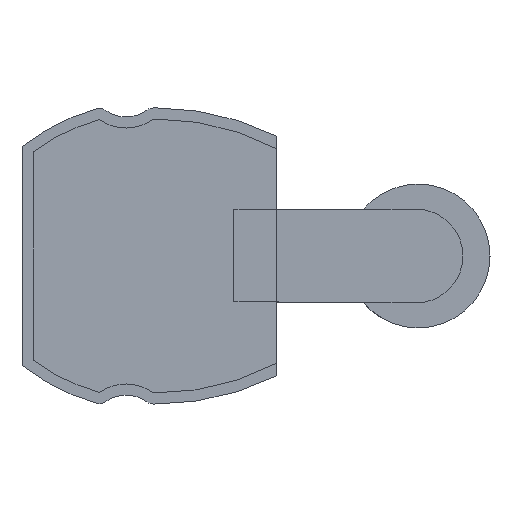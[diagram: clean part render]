
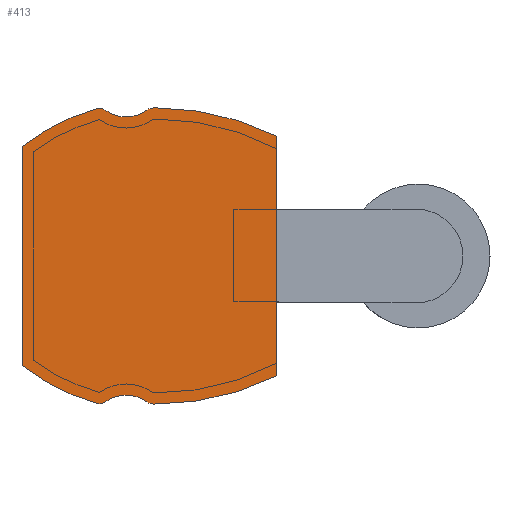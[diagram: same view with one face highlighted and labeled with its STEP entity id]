
A CAD part, left-side view. The second image highlights one B-rep face of the part: STEP entity #413.
In plain terms, the highlighted planar face has unit normal (-1, 0, 0).
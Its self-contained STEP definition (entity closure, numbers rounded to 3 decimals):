
#27 = ORIENTED_EDGE ( 'NONE', *, *, #282, .F. ) ;
#33 = CIRCLE ( 'NONE', #1187, 2. ) ;
#47 = ORIENTED_EDGE ( 'NONE', *, *, #412, .F. ) ;
#54 = DIRECTION ( 'NONE',  ( 0., 0., 1. ) ) ;
#56 = DIRECTION ( 'NONE',  ( 0., 0., 1. ) ) ;
#61 = AXIS2_PLACEMENT_3D ( 'NONE', #1438, #1434, #1427 ) ;
#70 = CARTESIAN_POINT ( 'NONE',  ( 0., 30.957, 17.592 ) ) ;
#75 = CARTESIAN_POINT ( 'NONE',  ( 0., 12.275, 29.204 ) ) ;
#112 = EDGE_CURVE ( 'NONE', #256, #175, #1044, .T. ) ;
#136 = EDGE_CURVE ( 'NONE', #339, #309, #1275, .T. ) ;
#155 = DIRECTION ( 'NONE',  ( 0., 0., 1. ) ) ;
#158 = EDGE_CURVE ( 'NONE', #1331, #1172, #919, .T. ) ;
#159 = CARTESIAN_POINT ( 'NONE',  ( 0., 8.535, 24.114 ) ) ;
#162 = DIRECTION ( 'NONE',  ( 1., 0., 0. ) ) ;
#166 = CARTESIAN_POINT ( 'NONE',  ( 0., 7.413, 8.232 ) ) ;
#172 = CARTESIAN_POINT ( 'NONE',  ( 0., 6.877, -23.996 ) ) ;
#175 = VERTEX_POINT ( 'NONE', #1064 ) ;
#203 = CARTESIAN_POINT ( 'NONE',  ( 0., 6.877, 24.505 ) ) ;
#227 = DIRECTION ( 'NONE',  ( -1., 0., 0. ) ) ;
#246 = CIRCLE ( 'NONE', #374, 48.501 ) ;
#256 = VERTEX_POINT ( 'NONE', #727 ) ;
#267 = ORIENTED_EDGE ( 'NONE', *, *, #112, .F. ) ;
#274 = ORIENTED_EDGE ( 'NONE', *, *, #390, .F. ) ;
#282 = EDGE_CURVE ( 'NONE', #309, #1191, #946, .T. ) ;
#297 = ORIENTED_EDGE ( 'NONE', *, *, #136, .F. ) ;
#309 = VERTEX_POINT ( 'NONE', #344 ) ;
#332 = DIRECTION ( 'NONE',  ( -1., 0., 0. ) ) ;
#339 = VERTEX_POINT ( 'NONE', #203 ) ;
#342 = EDGE_CURVE ( 'NONE', #1067, #1446, #1078, .T. ) ;
#344 = CARTESIAN_POINT ( 'NONE',  ( 0., -14.749, 19.417 ) ) ;
#365 = ORIENTED_EDGE ( 'NONE', *, *, #531, .F. ) ;
#366 = FACE_OUTER_BOUND ( 'NONE', #860, .T. ) ;
#372 = EDGE_CURVE ( 'NONE', #1446, #1164, #480, .T. ) ;
#374 = AXIS2_PLACEMENT_3D ( 'NONE', #683, #828, #1132 ) ;
#390 = EDGE_CURVE ( 'NONE', #1164, #1136, #1057, .T. ) ;
#412 = EDGE_CURVE ( 'NONE', #1136, #1331, #33, .T. ) ;
#413 = ADVANCED_FACE ( 'NONE', ( #366 ), #1319, .T. ) ;
#424 = EDGE_CURVE ( 'NONE', #1172, #987, #963, .T. ) ;
#434 = CARTESIAN_POINT ( 'NONE',  ( 0., 30.957, -21.755 ) ) ;
#451 = DIRECTION ( 'NONE',  ( 1., 0., 0. ) ) ;
#453 = EDGE_CURVE ( 'NONE', #987, #1207, #623, .T. ) ;
#455 = AXIS2_PLACEMENT_3D ( 'NONE', #172, #909, #54 ) ;
#463 = DIRECTION ( 'NONE',  ( 0., 0., -1. ) ) ;
#477 = EDGE_CURVE ( 'NONE', #1207, #339, #892, .T. ) ;
#480 = LINE ( 'NONE', #70, #778 ) ;
#483 = EDGE_CURVE ( 'NONE', #1191, #1312, #246, .T. ) ;
#491 = DIRECTION ( 'NONE',  ( 0., 0., -1. ) ) ;
#497 = CARTESIAN_POINT ( 'NONE',  ( 0., -14.749, 19.417 ) ) ;
#504 = EDGE_CURVE ( 'NONE', #1312, #1227, #1128, .T. ) ;
#531 = EDGE_CURVE ( 'NONE', #1227, #256, #536, .T. ) ;
#535 = EDGE_CURVE ( 'NONE', #175, #1067, #1065, .T. ) ;
#536 = CIRCLE ( 'NONE', #1029, 6.316 ) ;
#552 = CARTESIAN_POINT ( 'NONE',  ( 0., 17.611, -28.504 ) ) ;
#604 = DIRECTION ( 'NONE',  ( 0., 0., 1. ) ) ;
#623 = CIRCLE ( 'NONE', #715, 2. ) ;
#683 = CARTESIAN_POINT ( 'NONE',  ( 0., 6.877, 19.833 ) ) ;
#687 = ORIENTED_EDGE ( 'NONE', *, *, #158, .F. ) ;
#689 = VECTOR ( 'NONE', #491, 1000. ) ;
#695 = DIRECTION ( 'NONE',  ( 0., 0., 1. ) ) ;
#714 = ORIENTED_EDGE ( 'NONE', *, *, #342, .F. ) ;
#715 = AXIS2_PLACEMENT_3D ( 'NONE', #814, #1410, #695 ) ;
#727 = CARTESIAN_POINT ( 'NONE',  ( 0., 12.275, -27.051 ) ) ;
#737 = ORIENTED_EDGE ( 'NONE', *, *, #504, .F. ) ;
#738 = CARTESIAN_POINT ( 'NONE',  ( 0., 17.076, -26.577 ) ) ;
#741 = CARTESIAN_POINT ( 'NONE',  ( 0., 7.413, -12.395 ) ) ;
#778 = VECTOR ( 'NONE', #56, 1000. ) ;
#794 = ORIENTED_EDGE ( 'NONE', *, *, #535, .F. ) ;
#814 = CARTESIAN_POINT ( 'NONE',  ( 0., 7.351, 22.503 ) ) ;
#819 = DIRECTION ( 'NONE',  ( -1., 0., 0. ) ) ;
#828 = DIRECTION ( 'NONE',  ( 1., 0., 0. ) ) ;
#834 = ORIENTED_EDGE ( 'NONE', *, *, #372, .F. ) ;
#842 = AXIS2_PLACEMENT_3D ( 'NONE', #1170, #1166, #1138 ) ;
#851 = CARTESIAN_POINT ( 'NONE',  ( 0., 17.076, 24.414 ) ) ;
#860 = EDGE_LOOP ( 'NONE', ( #714, #794, #267, #365, #737, #918, #27, #297, #1208, #1120, #895, #687, #47, #274, #834 ) ) ;
#866 = AXIS2_PLACEMENT_3D ( 'NONE', #933, #1135, #463 ) ;
#892 = CIRCLE ( 'NONE', #455, 48.501 ) ;
#895 = ORIENTED_EDGE ( 'NONE', *, *, #424, .F. ) ;
#909 = DIRECTION ( 'NONE',  ( 1., 0., 0. ) ) ;
#916 = CARTESIAN_POINT ( 'NONE',  ( 0., 7.371, -28.665 ) ) ;
#918 = ORIENTED_EDGE ( 'NONE', *, *, #483, .F. ) ;
#919 = CIRCLE ( 'NONE', #842, 2. ) ;
#933 = CARTESIAN_POINT ( 'NONE',  ( 0., 7.351, -26.666 ) ) ;
#946 = LINE ( 'NONE', #497, #689 ) ;
#952 = DIRECTION ( 'NONE',  ( 0., 0., -1. ) ) ;
#963 = CIRCLE ( 'NONE', #1424, 6.316 ) ;
#987 = VERTEX_POINT ( 'NONE', #159 ) ;
#1029 = AXIS2_PLACEMENT_3D ( 'NONE', #1055, #227, #952 ) ;
#1030 = DIRECTION ( 'NONE',  ( 0., 0., 1. ) ) ;
#1036 = CARTESIAN_POINT ( 'NONE',  ( 0., 8.535, -28.277 ) ) ;
#1043 = CARTESIAN_POINT ( 'NONE',  ( 0., 7.371, 24.502 ) ) ;
#1044 = CIRCLE ( 'NONE', #61, 6.316 ) ;
#1055 = CARTESIAN_POINT ( 'NONE',  ( 0., 12.275, -33.367 ) ) ;
#1057 = CIRCLE ( 'NONE', #1274, 38.125 ) ;
#1064 = CARTESIAN_POINT ( 'NONE',  ( 0., 15.922, -28.21 ) ) ;
#1065 = CIRCLE ( 'NONE', #1162, 2. ) ;
#1067 = VERTEX_POINT ( 'NONE', #552 ) ;
#1078 = CIRCLE ( 'NONE', #1373, 38.125 ) ;
#1120 = ORIENTED_EDGE ( 'NONE', *, *, #453, .F. ) ;
#1124 = DIRECTION ( 'NONE',  ( 0., 0., -1. ) ) ;
#1128 = CIRCLE ( 'NONE', #866, 2. ) ;
#1132 = DIRECTION ( 'NONE',  ( 0., 0., -1. ) ) ;
#1135 = DIRECTION ( 'NONE',  ( 1., 0., 0. ) ) ;
#1136 = VERTEX_POINT ( 'NONE', #1402 ) ;
#1138 = DIRECTION ( 'NONE',  ( 0., 0., -1. ) ) ;
#1162 = AXIS2_PLACEMENT_3D ( 'NONE', #738, #1338, #604 ) ;
#1164 = VERTEX_POINT ( 'NONE', #1333 ) ;
#1166 = DIRECTION ( 'NONE',  ( 1., 0., 0. ) ) ;
#1170 = CARTESIAN_POINT ( 'NONE',  ( 0., 17.076, 22.414 ) ) ;
#1172 = VERTEX_POINT ( 'NONE', #1346 ) ;
#1187 = AXIS2_PLACEMENT_3D ( 'NONE', #1234, #451, #1124 ) ;
#1191 = VERTEX_POINT ( 'NONE', #1313 ) ;
#1194 = DIRECTION ( 'NONE',  ( 0., 0., -1. ) ) ;
#1207 = VERTEX_POINT ( 'NONE', #1043 ) ;
#1208 = ORIENTED_EDGE ( 'NONE', *, *, #477, .F. ) ;
#1227 = VERTEX_POINT ( 'NONE', #1036 ) ;
#1234 = CARTESIAN_POINT ( 'NONE',  ( 0., 17.076, 22.414 ) ) ;
#1274 = AXIS2_PLACEMENT_3D ( 'NONE', #741, #1341, #1194 ) ;
#1275 = CIRCLE ( 'NONE', #1342, 48.501 ) ;
#1300 = DIRECTION ( 'NONE',  ( 0., 0., 1. ) ) ;
#1305 = DIRECTION ( 'NONE',  ( 1., 0., 0. ) ) ;
#1308 = CARTESIAN_POINT ( 'NONE',  ( 0., 6.877, -23.996 ) ) ;
#1312 = VERTEX_POINT ( 'NONE', #916 ) ;
#1313 = CARTESIAN_POINT ( 'NONE',  ( 0., -14.749, -23.58 ) ) ;
#1319 = PLANE ( 'NONE',  #1350 ) ;
#1331 = VERTEX_POINT ( 'NONE', #851 ) ;
#1333 = CARTESIAN_POINT ( 'NONE',  ( 0., 30.957, 17.592 ) ) ;
#1338 = DIRECTION ( 'NONE',  ( 1., 0., 0. ) ) ;
#1341 = DIRECTION ( 'NONE',  ( 1., 0., 0. ) ) ;
#1342 = AXIS2_PLACEMENT_3D ( 'NONE', #1308, #1305, #1300 ) ;
#1346 = CARTESIAN_POINT ( 'NONE',  ( 0., 15.922, 24.047 ) ) ;
#1350 = AXIS2_PLACEMENT_3D ( 'NONE', #1425, #332, #1030 ) ;
#1373 = AXIS2_PLACEMENT_3D ( 'NONE', #166, #162, #155 ) ;
#1402 = CARTESIAN_POINT ( 'NONE',  ( 0., 17.611, 24.341 ) ) ;
#1410 = DIRECTION ( 'NONE',  ( 1., 0., 0. ) ) ;
#1416 = DIRECTION ( 'NONE',  ( 0., 0., 1. ) ) ;
#1424 = AXIS2_PLACEMENT_3D ( 'NONE', #75, #819, #1416 ) ;
#1425 = CARTESIAN_POINT ( 'NONE',  ( 0., 7.413, 8.232 ) ) ;
#1427 = DIRECTION ( 'NONE',  ( 0., 0., -1. ) ) ;
#1434 = DIRECTION ( 'NONE',  ( -1., 0., 0. ) ) ;
#1438 = CARTESIAN_POINT ( 'NONE',  ( 0., 12.275, -33.367 ) ) ;
#1446 = VERTEX_POINT ( 'NONE', #434 ) ;
